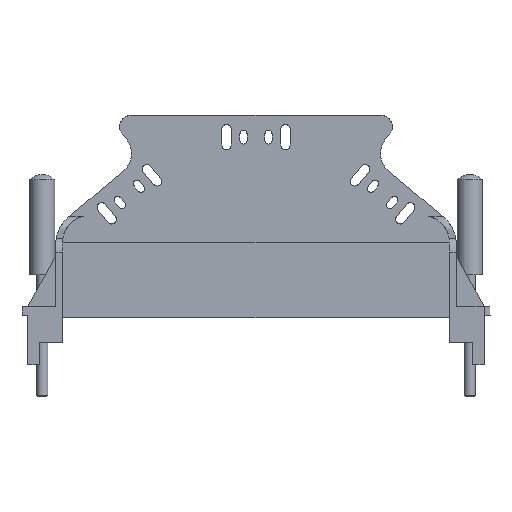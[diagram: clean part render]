
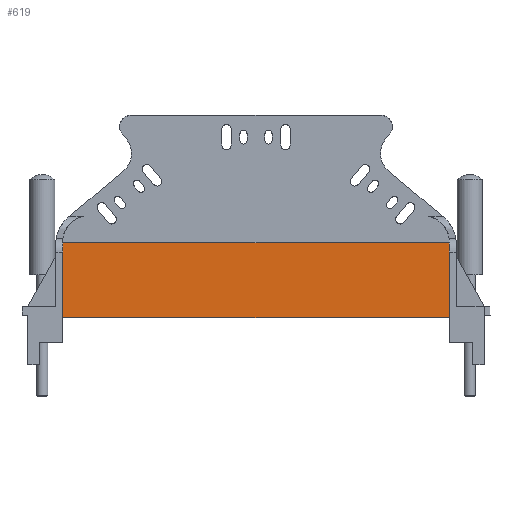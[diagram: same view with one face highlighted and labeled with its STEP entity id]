
A CAD part, top view. The second image highlights one B-rep face of the part: STEP entity #619.
In plain terms, the highlighted planar face has unit normal (0, 0, 1).
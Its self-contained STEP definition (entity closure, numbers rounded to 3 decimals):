
#619=ADVANCED_FACE('',(#966),#792,.F.);
#792=PLANE('',#4526);
#966=FACE_OUTER_BOUND('',#1176,.T.);
#1176=EDGE_LOOP('',(#1738,#1739,#1740,#1741));
#1738=ORIENTED_EDGE('',*,*,#3173,.T.);
#1739=ORIENTED_EDGE('',*,*,#3174,.F.);
#1740=ORIENTED_EDGE('',*,*,#3175,.F.);
#1741=ORIENTED_EDGE('',*,*,#3176,.T.);
#2693=VERTEX_POINT('',#6442);
#2694=VERTEX_POINT('',#6443);
#2695=VERTEX_POINT('',#6445);
#2696=VERTEX_POINT('',#6447);
#3173=EDGE_CURVE('',#2693,#2694,#3671,.T.);
#3174=EDGE_CURVE('',#2695,#2694,#3672,.T.);
#3175=EDGE_CURVE('',#2696,#2695,#3673,.T.);
#3176=EDGE_CURVE('',#2696,#2693,#3674,.T.);
#3671=LINE('',#6441,#4105);
#3672=LINE('',#6444,#4106);
#3673=LINE('',#6446,#4107);
#3674=LINE('',#6448,#4108);
#4105=VECTOR('',#5253,1.);
#4106=VECTOR('',#5254,1.);
#4107=VECTOR('',#5255,1.);
#4108=VECTOR('',#5256,1.);
#4526=AXIS2_PLACEMENT_3D('',#6449,#5257,#5258);
#5253=DIRECTION('',(-1.,0.,0.));
#5254=DIRECTION('',(0.,1.,0.));
#5255=DIRECTION('',(-1.,0.,0.));
#5256=DIRECTION('',(0.,1.,0.));
#5257=DIRECTION('',(0.,0.,-1.));
#5258=DIRECTION('',(1.,0.,0.));
#6441=CARTESIAN_POINT('',(42.525,-27.97,1.05));
#6442=CARTESIAN_POINT('',(42.525,-27.97,1.05));
#6443=CARTESIAN_POINT('',(-42.525,-27.97,1.05));
#6444=CARTESIAN_POINT('',(-42.525,-44.47,1.05));
#6445=CARTESIAN_POINT('',(-42.525,-44.47,1.05));
#6446=CARTESIAN_POINT('',(42.525,-44.47,1.05));
#6447=CARTESIAN_POINT('',(42.525,-44.47,1.05));
#6448=CARTESIAN_POINT('',(42.525,-44.47,1.05));
#6449=CARTESIAN_POINT('',(-46.777,-27.145,1.05));
